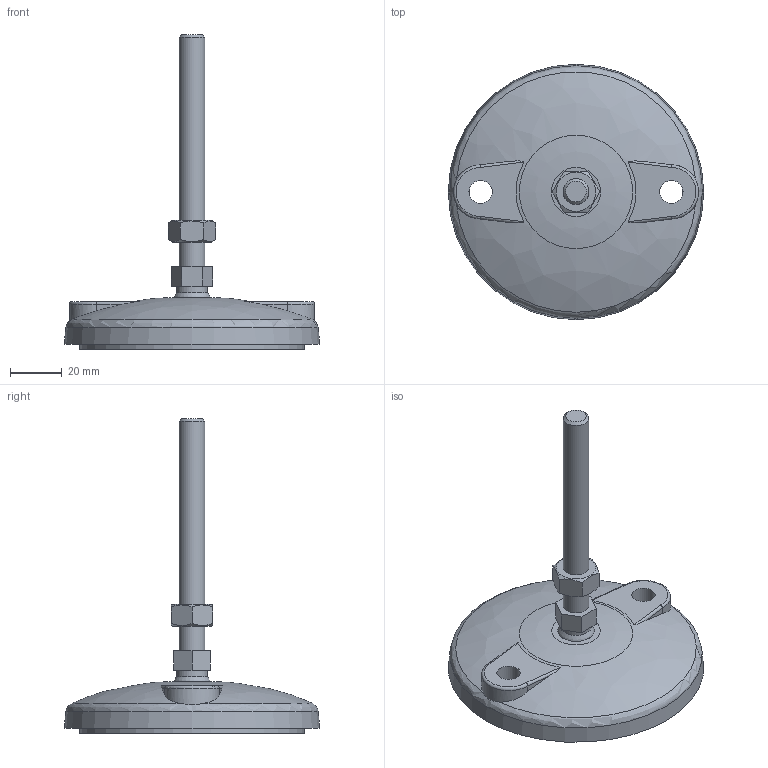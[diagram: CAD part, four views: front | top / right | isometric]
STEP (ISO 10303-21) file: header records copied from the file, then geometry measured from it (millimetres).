
FILE_DESCRIPTION(/* description */ (''),/* implementation_level */ '2;1');
FILE_NAME(/* name */ '211846-0.step',/* time_stamp */ '2022-11-23T07:59:55+01:00',/* author */ ('Gaertner'),/* organization */ ('MiniTec GmbH & Co. KG'),/* preprocessor_version */ 'ST-DEVELOPER v18.1',/* originating_system */ 'Autodesk Inventor 2021',/* authorisation */ '');
FILE_SCHEMA (('AUTOMOTIVE_DESIGN { 1 0 10303 214 3 1 1 }'));
Length unit declared in the file: millimetre
Products named in the file (4): MTW_1-00173805; leer; leer_1; MTW_1-00173051
Assembly tree (3 placements, depth 2):
  MTW_1-00173805
    leer
    leer_1
    MTW_1-00173051
Bounding box: 99 x 99 x 122 mm (x, y, z)
Volume: 125208.4 mm3; surface area: 28742.1 mm2
Topology: 3 solids, 4 shells, 62 faces, 136 edges, 87 vertices
Faces by surface type: plane 31, cylinder 16, cone 8, torus 3, sphere 2, bspline 2
Full cylindrical faces by diameter (mm): 8.376 x1, 9 x2, 10 x1, 12 x1, 14.8 x1, 15 x1, 55 x1, 87 x1, 88 x1
Entity records: 2060 total; most frequent: CARTESIAN_POINT 554, DIRECTION 288, ORIENTED_EDGE 268, EDGE_CURVE 134, AXIS2_PLACEMENT_3D 117, VERTEX_POINT 87, EDGE_LOOP 75, FACE_OUTER_BOUND 62
